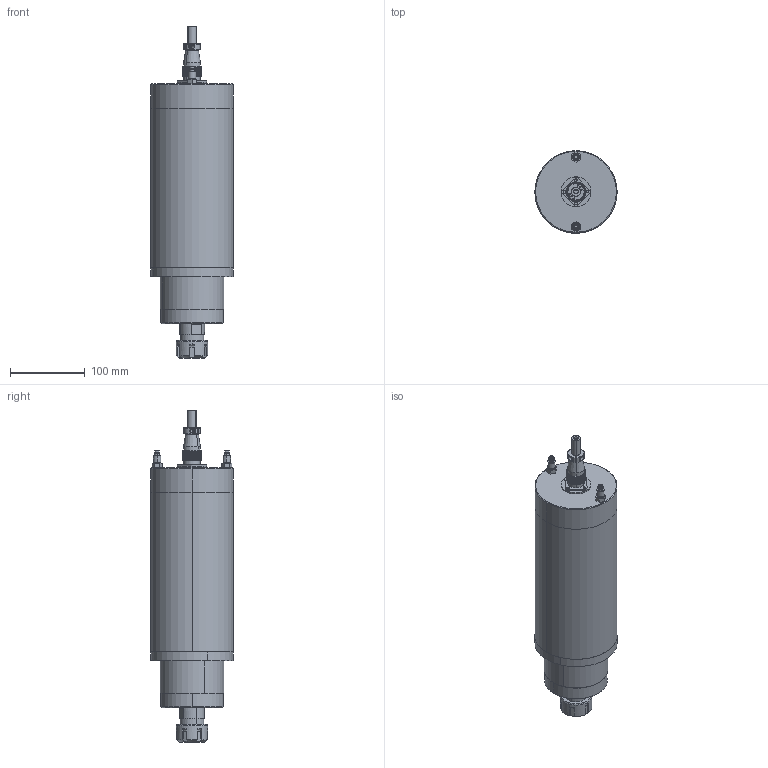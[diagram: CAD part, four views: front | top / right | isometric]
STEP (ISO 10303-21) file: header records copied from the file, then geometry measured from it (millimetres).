
FILE_DESCRIPTION (( 'STEP AP214' ), '1' );
FILE_NAME ('GDK110-18Z-4.0.STEP', '2024-07-29T07:05:31', ( '00' ), ( '' ), 'SwSTEP 2.0', 'SolidWorks 2018', '' );
FILE_SCHEMA (( 'AUTOMOTIVE_DESIGN' ));
Length unit declared in the file: millimetre
Products named in the file (13): WS20瑤脣釱; GDK110-9-31Z-2.2-5.0堤盄釱; GDK110-9-31Z-2.2-5.0滅鳥裔; ER25-6 粟俶芠標; WS20瑤脣芛; GDK110-9-18Z-2.2-4.4粣芛; ER25蹟簽; WS20瑤脣; GDK110-9-18Z-2.2-4.4; 阨郲30.5ㄗM8ㄘ_1; GDK110-9-31Z-2.2-5.0儂褲; GDK110-18Z-4.0; GBT823_M3℅10
Assembly tree (14 placements, depth 3):
  GDK110-18Z-4.0
    GDK110-9-31Z-2.2-5.0儂褲
    GDK110-9-31Z-2.2-5.0堤盄釱
    GDK110-9-18Z-2.2-4.4
    GDK110-9-31Z-2.2-5.0滅鳥裔
    GDK110-9-18Z-2.2-4.4粣芛
    ER25-6 粟俶芠標
    ER25蹟簽
    阨郲30.5ㄗM8ㄘ_1  x2
    WS20瑤脣
      WS20瑤脣釱
      WS20瑤脣芛
      GBT823_M3℅10  x2
Bounding box: 110 x 110 x 443.8 mm (x, y, z)
Volume: 2744809.6 mm3; surface area: 221089.8 mm2
Topology: 18 solids, 18 shells, 3226 faces, 7988 edges, 5267 vertices
Faces by surface type: plane 1333, cone 1037, cylinder 814, torus 21, sphere 12, bspline 9
Entity records: 101935 total; most frequent: CARTESIAN_POINT 24839, ORIENTED_EDGE 15688, DIRECTION 14700, EDGE_CURVE 7844, AXIS2_PLACEMENT_3D 5958, VERTEX_POINT 5197, EDGE_LOOP 3709, ADVANCED_FACE 3173
